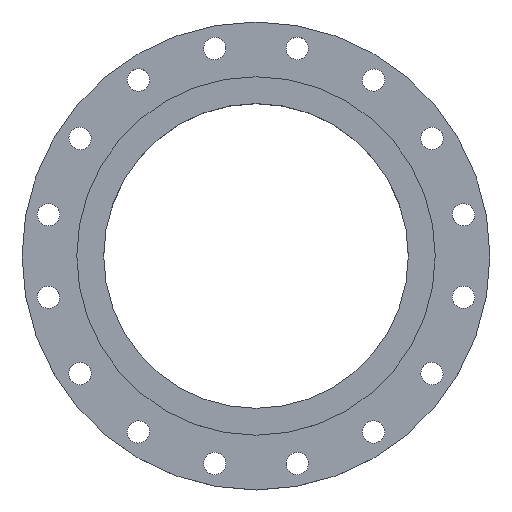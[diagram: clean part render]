
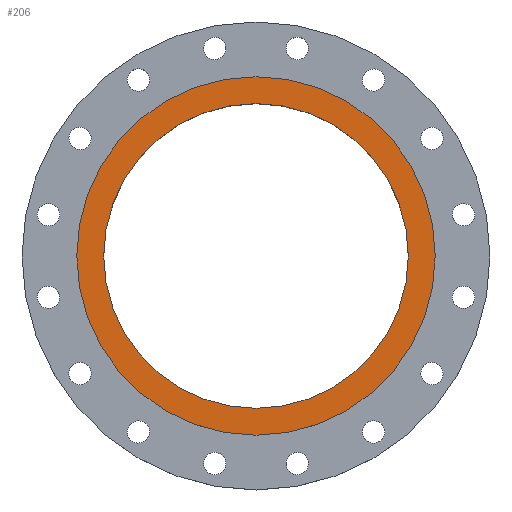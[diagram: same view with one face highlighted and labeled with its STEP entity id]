
A CAD part, top view. The second image highlights one B-rep face of the part: STEP entity #206.
In plain terms, the highlighted planar face has unit normal (0, 0, 1).
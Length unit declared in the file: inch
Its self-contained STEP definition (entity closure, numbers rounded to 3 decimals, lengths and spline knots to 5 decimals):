
#8 = CARTESIAN_POINT ( 'NONE',  ( 0., 0., 0.0625 ) ) ;
#23 = AXIS2_PLACEMENT_3D ( 'NONE', #1139, #756, #1663 ) ;
#135 = ORIENTED_EDGE ( 'NONE', *, *, #1209, .T. ) ;
#159 = PLANE ( 'NONE',  #647 ) ;
#197 = DIRECTION ( 'NONE',  ( 1., 0., 0. ) ) ;
#206 = ADVANCED_FACE ( 'NONE', ( #415, #676 ), #159, .T. ) ;
#210 = DIRECTION ( 'NONE',  ( 0., 0., 1. ) ) ;
#217 = CARTESIAN_POINT ( 'NONE',  ( 0., 0., 0.0625 ) ) ;
#298 = CIRCLE ( 'NONE', #23, 7.65 ) ;
#415 = FACE_BOUND ( 'NONE', #912, .T. ) ;
#420 = CARTESIAN_POINT ( 'NONE',  ( -7.65, 0., 0.0625 ) ) ;
#447 = CIRCLE ( 'NONE', #1423, 7.65 ) ;
#511 = EDGE_CURVE ( 'NONE', #1341, #1158, #447, .T. ) ;
#545 = AXIS2_PLACEMENT_3D ( 'NONE', #1273, #210, #197 ) ;
#647 = AXIS2_PLACEMENT_3D ( 'NONE', #1472, #1193, #960 ) ;
#676 = FACE_OUTER_BOUND ( 'NONE', #934, .T. ) ;
#747 = DIRECTION ( 'NONE',  ( 1., 0., 0. ) ) ;
#756 = DIRECTION ( 'NONE',  ( 0., 0., 1. ) ) ;
#768 = ORIENTED_EDGE ( 'NONE', *, *, #511, .F. ) ;
#798 = VERTEX_POINT ( 'NONE', #1255 ) ;
#812 = DIRECTION ( 'NONE',  ( 1., 0., 0. ) ) ;
#912 = EDGE_LOOP ( 'NONE', ( #1319, #768 ) ) ;
#934 = EDGE_LOOP ( 'NONE', ( #135, #1351 ) ) ;
#960 = DIRECTION ( 'NONE',  ( 1., 0., 0. ) ) ;
#1020 = VERTEX_POINT ( 'NONE', #1673 ) ;
#1139 = CARTESIAN_POINT ( 'NONE',  ( 0., 0., 0.0625 ) ) ;
#1158 = VERTEX_POINT ( 'NONE', #420 ) ;
#1193 = DIRECTION ( 'NONE',  ( 0., 0., 1. ) ) ;
#1209 = EDGE_CURVE ( 'NONE', #1020, #798, #1559, .T. ) ;
#1255 = CARTESIAN_POINT ( 'NONE',  ( 9., 0., 0.0625 ) ) ;
#1273 = CARTESIAN_POINT ( 'NONE',  ( 0., 0., 0.0625 ) ) ;
#1299 = DIRECTION ( 'NONE',  ( 0., 0., 1. ) ) ;
#1319 = ORIENTED_EDGE ( 'NONE', *, *, #1435, .F. ) ;
#1324 = EDGE_CURVE ( 'NONE', #798, #1020, #1577, .T. ) ;
#1341 = VERTEX_POINT ( 'NONE', #1532 ) ;
#1351 = ORIENTED_EDGE ( 'NONE', *, *, #1324, .T. ) ;
#1423 = AXIS2_PLACEMENT_3D ( 'NONE', #217, #1299, #747 ) ;
#1435 = EDGE_CURVE ( 'NONE', #1158, #1341, #298, .T. ) ;
#1447 = AXIS2_PLACEMENT_3D ( 'NONE', #8, #1596, #812 ) ;
#1472 = CARTESIAN_POINT ( 'NONE',  ( 0., 0., 0.0625 ) ) ;
#1532 = CARTESIAN_POINT ( 'NONE',  ( 7.65, 0., 0.0625 ) ) ;
#1559 = CIRCLE ( 'NONE', #1447, 9. ) ;
#1577 = CIRCLE ( 'NONE', #545, 9. ) ;
#1596 = DIRECTION ( 'NONE',  ( 0., 0., 1. ) ) ;
#1663 = DIRECTION ( 'NONE',  ( 1., 0., 0. ) ) ;
#1673 = CARTESIAN_POINT ( 'NONE',  ( -9., 0., 0.0625 ) ) ;
